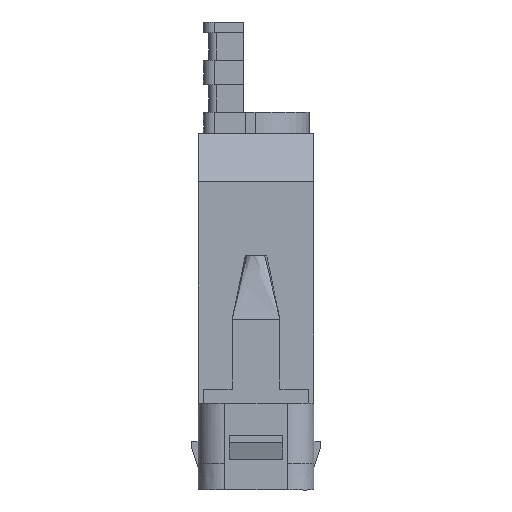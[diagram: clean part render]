
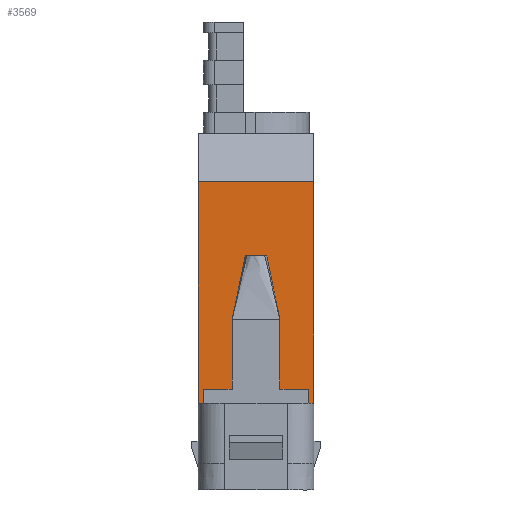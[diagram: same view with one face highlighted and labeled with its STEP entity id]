
A CAD part, left-side view. The second image highlights one B-rep face of the part: STEP entity #3569.
In plain terms, the highlighted planar face has unit normal (-1, 0, 0).
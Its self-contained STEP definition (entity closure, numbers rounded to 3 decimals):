
#3132=FACE_OUTER_BOUND('',#4467,.T.);
#3569=ADVANCED_FACE('',(#3132),#3965,.T.);
#3965=PLANE('',#12932);
#4467=EDGE_LOOP('',(#5878,#5879,#5880,#5881,#5882,#5883,#5884,#5885,#5886,
#5887,#5888,#5889,#5890,#5891,#5892,#5893));
#5878=ORIENTED_EDGE('',*,*,#8728,.F.);
#5879=ORIENTED_EDGE('',*,*,#8732,.F.);
#5880=ORIENTED_EDGE('',*,*,#8734,.T.);
#5881=ORIENTED_EDGE('',*,*,#8745,.T.);
#5882=ORIENTED_EDGE('',*,*,#8722,.F.);
#5883=ORIENTED_EDGE('',*,*,#8740,.T.);
#5884=ORIENTED_EDGE('',*,*,#8736,.T.);
#5885=ORIENTED_EDGE('',*,*,#8170,.T.);
#5886=ORIENTED_EDGE('',*,*,#8721,.T.);
#5887=ORIENTED_EDGE('',*,*,#8752,.T.);
#5888=ORIENTED_EDGE('',*,*,#8751,.T.);
#5889=ORIENTED_EDGE('',*,*,#8284,.F.);
#5890=ORIENTED_EDGE('',*,*,#8283,.F.);
#5891=ORIENTED_EDGE('',*,*,#8753,.T.);
#5892=ORIENTED_EDGE('',*,*,#8188,.T.);
#5893=ORIENTED_EDGE('',*,*,#8747,.T.);
#7339=VERTEX_POINT('',#16006);
#7340=VERTEX_POINT('',#16008);
#7357=VERTEX_POINT('',#16057);
#7358=VERTEX_POINT('',#16059);
#7448=VERTEX_POINT('',#16245);
#7449=VERTEX_POINT('',#16247);
#7450=VERTEX_POINT('',#16249);
#7715=VERTEX_POINT('',#17137);
#7716=VERTEX_POINT('',#17141);
#7717=VERTEX_POINT('',#17142);
#7722=VERTEX_POINT('',#17172);
#7723=VERTEX_POINT('',#17174);
#7725=VERTEX_POINT('',#17180);
#7726=VERTEX_POINT('',#17196);
#7728=VERTEX_POINT('',#17202);
#7734=VERTEX_POINT('',#17324);
#8170=EDGE_CURVE('',#7340,#7339,#10031,.T.);
#8188=EDGE_CURVE('',#7358,#7357,#10047,.T.);
#8283=EDGE_CURVE('',#7448,#7449,#10111,.T.);
#8284=EDGE_CURVE('',#7449,#7450,#10112,.T.);
#8721=EDGE_CURVE('',#7339,#7715,#10459,.T.);
#8722=EDGE_CURVE('',#7716,#7717,#10460,.T.);
#8728=EDGE_CURVE('',#7722,#7723,#10463,.T.);
#8732=EDGE_CURVE('',#7725,#7722,#10467,.T.);
#8734=EDGE_CURVE('',#7725,#7726,#10468,.T.);
#8736=EDGE_CURVE('',#7728,#7340,#10470,.T.);
#8740=EDGE_CURVE('',#7716,#7728,#9337,.T.);
#8745=EDGE_CURVE('',#7726,#7717,#9342,.T.);
#8747=EDGE_CURVE('',#7357,#7723,#10473,.T.);
#8751=EDGE_CURVE('',#7734,#7450,#10475,.T.);
#8752=EDGE_CURVE('',#7715,#7734,#9343,.T.);
#8753=EDGE_CURVE('',#7448,#7358,#10476,.T.);
#9337=B_SPLINE_CURVE_WITH_KNOTS('',3,(#17222,#17223,#17224,#17225,#17226,
#17227,#17228,#17229,#17230,#17231),.UNSPECIFIED.,.F.,.F.,(4,3,3,4),(0.,
0.356,0.678,1.),.UNSPECIFIED.);
#9342=B_SPLINE_CURVE_WITH_KNOTS('',1,(#17299,#17300),.UNSPECIFIED.,.F.,
 .F.,(2,2),(0.,1.),.UNSPECIFIED.);
#9343=B_SPLINE_CURVE_WITH_KNOTS('',3,(#17325,#17326,#17327,#17328),
 .UNSPECIFIED.,.F.,.F.,(4,4),(0.,1.),.UNSPECIFIED.);
#10031=LINE('',#16007,#11053);
#10047=LINE('',#16058,#11069);
#10111=LINE('',#16246,#11133);
#10112=LINE('',#16248,#11134);
#10459=LINE('',#17138,#11481);
#10460=LINE('',#17140,#11482);
#10463=LINE('',#17173,#11485);
#10467=LINE('',#17181,#11489);
#10468=LINE('',#17198,#11490);
#10470=LINE('',#17201,#11492);
#10473=LINE('',#17317,#11495);
#10475=LINE('',#17323,#11497);
#10476=LINE('',#17330,#11498);
#11053=VECTOR('',#13473,1.);
#11069=VECTOR('',#13493,1.);
#11133=VECTOR('',#13623,1.);
#11134=VECTOR('',#13624,1.);
#11481=VECTOR('',#14525,1.);
#11482=VECTOR('',#14528,1.);
#11485=VECTOR('',#14533,1.);
#11489=VECTOR('',#14539,1.);
#11490=VECTOR('',#14542,1.);
#11492=VECTOR('',#14546,1.);
#11495=VECTOR('',#14553,1.);
#11497=VECTOR('',#14559,1.);
#11498=VECTOR('',#14562,1.);
#12932=AXIS2_PLACEMENT_3D('',#17331,#14563,#14564);
#13473=DIRECTION('',(0.,-1.,0.));
#13493=DIRECTION('',(0.,0.,-1.));
#13623=DIRECTION('',(0.,0.,-1.));
#13624=DIRECTION('',(0.,0.,-1.));
#14525=DIRECTION('',(0.,0.,-1.));
#14528=DIRECTION('',(0.,1.,0.));
#14533=DIRECTION('',(0.,0.,-1.));
#14539=DIRECTION('',(0.,1.,0.));
#14542=DIRECTION('',(0.,0.,1.));
#14546=DIRECTION('',(0.,0.,-1.));
#14553=DIRECTION('',(0.,-1.,0.));
#14559=DIRECTION('',(0.,-1.,0.));
#14562=DIRECTION('',(0.,1.,0.));
#14563=DIRECTION('',(-1.,0.,0.));
#14564=DIRECTION('',(0.,-1.,0.));
#16006=CARTESIAN_POINT('',(-18.35,-9.9,9.8));
#16007=CARTESIAN_POINT('',(-18.35,-4.56,9.8));
#16008=CARTESIAN_POINT('',(-18.35,-4.5,9.8));
#16057=CARTESIAN_POINT('',(-18.35,10.9,7.1));
#16058=CARTESIAN_POINT('',(-18.35,10.9,-9.53));
#16059=CARTESIAN_POINT('',(-18.35,10.9,48.849));
#16245=CARTESIAN_POINT('',(-18.35,-10.9,48.849));
#16246=CARTESIAN_POINT('',(-18.35,-10.9,-9.53));
#16247=CARTESIAN_POINT('',(-18.35,-10.9,10.166));
#16248=CARTESIAN_POINT('',(-18.35,-10.9,7.));
#16249=CARTESIAN_POINT('',(-18.35,-10.9,7.1));
#17137=CARTESIAN_POINT('',(-18.35,-9.9,7.1));
#17138=CARTESIAN_POINT('',(-18.35,-9.9,7.));
#17140=CARTESIAN_POINT('',(-18.35,11.2,35.));
#17141=CARTESIAN_POINT('',(-18.35,-2.,35.));
#17142=CARTESIAN_POINT('',(-18.35,2.,35.));
#17172=CARTESIAN_POINT('',(-18.35,9.9,9.8));
#17173=CARTESIAN_POINT('',(-18.35,9.9,7.));
#17174=CARTESIAN_POINT('',(-18.35,9.9,7.1));
#17180=CARTESIAN_POINT('',(-18.35,4.5,9.8));
#17181=CARTESIAN_POINT('',(-18.35,11.2,9.8));
#17196=CARTESIAN_POINT('',(-18.35,4.5,22.9));
#17198=CARTESIAN_POINT('',(-18.35,4.5,7.));
#17201=CARTESIAN_POINT('',(-18.35,-4.5,7.));
#17202=CARTESIAN_POINT('',(-18.35,-4.5,22.9));
#17222=CARTESIAN_POINT('',(-18.35,-2.,35.));
#17223=CARTESIAN_POINT('',(-18.35,-2.297,33.563));
#17224=CARTESIAN_POINT('',(-18.35,-2.594,32.125));
#17225=CARTESIAN_POINT('',(-18.35,-2.891,30.688));
#17226=CARTESIAN_POINT('',(-18.35,-3.159,29.39));
#17227=CARTESIAN_POINT('',(-18.35,-3.427,28.092));
#17228=CARTESIAN_POINT('',(-18.35,-3.695,26.794));
#17229=CARTESIAN_POINT('',(-18.35,-3.964,25.496));
#17230=CARTESIAN_POINT('',(-18.35,-4.232,24.198));
#17231=CARTESIAN_POINT('',(-18.35,-4.5,22.9));
#17299=CARTESIAN_POINT('',(-18.35,4.5,22.9));
#17300=CARTESIAN_POINT('',(-18.35,2.,35.));
#17317=CARTESIAN_POINT('',(-18.35,11.2,7.1));
#17323=CARTESIAN_POINT('',(-18.35,-11.979,7.1));
#17324=CARTESIAN_POINT('',(-18.35,-10.4,7.1));
#17325=CARTESIAN_POINT('',(-18.35,-9.9,7.1));
#17326=CARTESIAN_POINT('',(-18.35,-10.067,7.1));
#17327=CARTESIAN_POINT('',(-18.35,-10.233,7.1));
#17328=CARTESIAN_POINT('',(-18.35,-10.4,7.1));
#17330=CARTESIAN_POINT('',(-18.35,10.9,48.849));
#17331=CARTESIAN_POINT('',(-18.35,11.2,7.));
